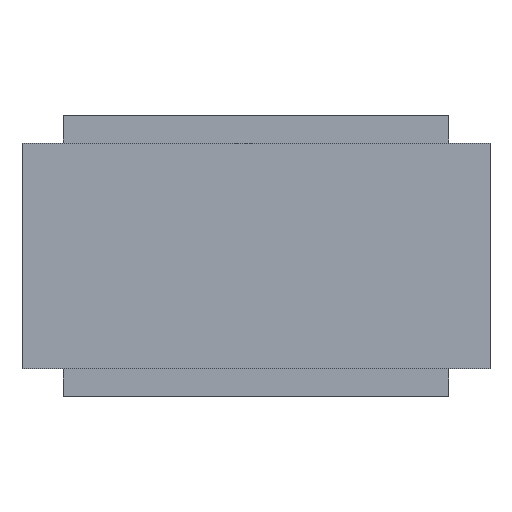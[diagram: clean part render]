
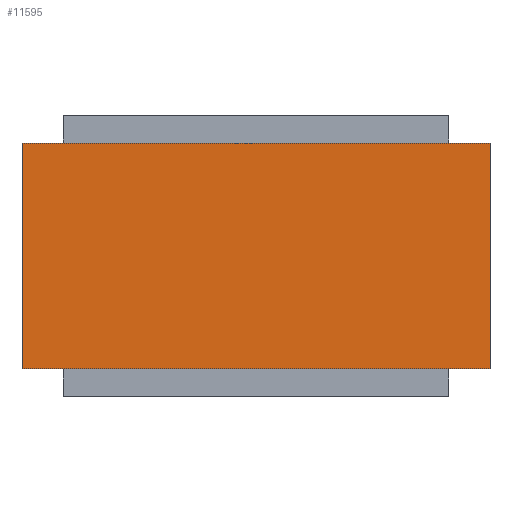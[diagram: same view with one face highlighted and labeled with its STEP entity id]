
A CAD part, top view. The second image highlights one B-rep face of the part: STEP entity #11595.
In plain terms, the highlighted planar face has unit normal (0, 0, 1).
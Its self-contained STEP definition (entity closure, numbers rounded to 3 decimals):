
#354 = FACE_OUTER_BOUND ( 'NONE', #19793, .T. ) ;
#371 = LINE ( 'NONE', #15920, #19516 ) ;
#440 = LINE ( 'NONE', #6879, #17673 ) ;
#1154 = CARTESIAN_POINT ( 'NONE',  ( -0.85, -0.41, 0.32 ) ) ;
#1272 = VERTEX_POINT ( 'NONE', #12288 ) ;
#2007 = ORIENTED_EDGE ( 'NONE', *, *, #17972, .F. ) ;
#2424 = LINE ( 'NONE', #16209, #4958 ) ;
#2553 = ORIENTED_EDGE ( 'NONE', *, *, #8451, .T. ) ;
#3481 = VERTEX_POINT ( 'NONE', #11538 ) ;
#4285 = ORIENTED_EDGE ( 'NONE', *, *, #9807, .F. ) ;
#4730 = CARTESIAN_POINT ( 'NONE',  ( 0.85, -0.41, 0.32 ) ) ;
#4883 = AXIS2_PLACEMENT_3D ( 'NONE', #11192, #17481, #18603 ) ;
#4958 = VECTOR ( 'NONE', #5544, 1000. ) ;
#5152 = PLANE ( 'NONE',  #4883 ) ;
#5236 = DIRECTION ( 'NONE',  ( 1., 0., 0. ) ) ;
#5544 = DIRECTION ( 'NONE',  ( 0., 1., 0. ) ) ;
#6879 = CARTESIAN_POINT ( 'NONE',  ( 0., 0.41, 0.32 ) ) ;
#7565 = VECTOR ( 'NONE', #13960, 1000. ) ;
#7737 = DIRECTION ( 'NONE',  ( -1., 0., 0. ) ) ;
#8451 = EDGE_CURVE ( 'NONE', #1272, #12918, #9501, .T. ) ;
#9501 = LINE ( 'NONE', #13874, #7565 ) ;
#9807 = EDGE_CURVE ( 'NONE', #16809, #12918, #371, .T. ) ;
#11192 = CARTESIAN_POINT ( 'NONE',  ( 0., 0., 0.32 ) ) ;
#11340 = ORIENTED_EDGE ( 'NONE', *, *, #13219, .T. ) ;
#11538 = CARTESIAN_POINT ( 'NONE',  ( 0.85, 0.41, 0.32 ) ) ;
#11595 = ADVANCED_FACE ( 'NONE', ( #354 ), #5152, .T. ) ;
#12288 = CARTESIAN_POINT ( 'NONE',  ( -0.85, 0.41, 0.32 ) ) ;
#12918 = VERTEX_POINT ( 'NONE', #1154 ) ;
#13219 = EDGE_CURVE ( 'NONE', #16809, #3481, #2424, .T. ) ;
#13874 = CARTESIAN_POINT ( 'NONE',  ( -0.85, 0.51, 0.32 ) ) ;
#13960 = DIRECTION ( 'NONE',  ( 0., -1., 0. ) ) ;
#15920 = CARTESIAN_POINT ( 'NONE',  ( 0., -0.41, 0.32 ) ) ;
#16209 = CARTESIAN_POINT ( 'NONE',  ( 0.85, 0.51, 0.32 ) ) ;
#16809 = VERTEX_POINT ( 'NONE', #4730 ) ;
#17481 = DIRECTION ( 'NONE',  ( 0., 0., 1. ) ) ;
#17673 = VECTOR ( 'NONE', #5236, 1000. ) ;
#17972 = EDGE_CURVE ( 'NONE', #1272, #3481, #440, .T. ) ;
#18603 = DIRECTION ( 'NONE',  ( 1., 0., 0. ) ) ;
#19516 = VECTOR ( 'NONE', #7737, 1000. ) ;
#19793 = EDGE_LOOP ( 'NONE', ( #11340, #2007, #2553, #4285 ) ) ;
